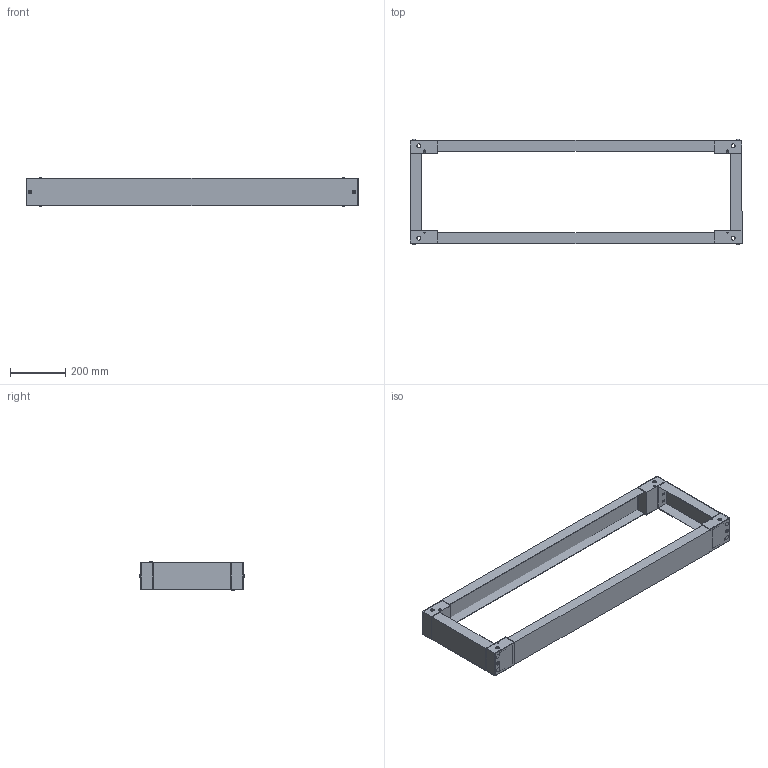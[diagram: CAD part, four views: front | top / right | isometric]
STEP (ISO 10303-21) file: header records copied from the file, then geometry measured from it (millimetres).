
FILE_DESCRIPTION (( 'STEP AP214' ), '1' );
FILE_NAME ('QTA-P011204C.STEP', '2021-06-28T18:41:17', ( '' ), ( '' ), 'SwSTEP 2.0', 'SolidWorks 2021', '' );
FILE_SCHEMA (( 'AUTOMOTIVE_DESIGN' ));
Length unit declared in the file: inch
Products named in the file (1): QTA-P011204C
Bounding box: 1198 x 380.4 x 107.49 mm (x, y, z)
Volume: 1234686.8 mm3; surface area: 1257286.1 mm2
Topology: 24 solids, 24 shells, 874 faces, 2272 edges, 1476 vertices
Faces by surface type: plane 578, cylinder 260, cone 24, bspline 12
Full cylindrical faces by diameter (mm): 4.25 x8, 4.917 x4, 5 x4, 6 x4, 7 x8, 10 x4, 14 x12, 15.5 x8
Entity records: 38999 total; most frequent: CARTESIAN_POINT 5983, ORIENTED_EDGE 4400, DIRECTION 4206, EDGE_CURVE 2200, VECTOR 1648, LINE 1648, VERTEX_POINT 1468, AXIS2_PLACEMENT_3D 1279
